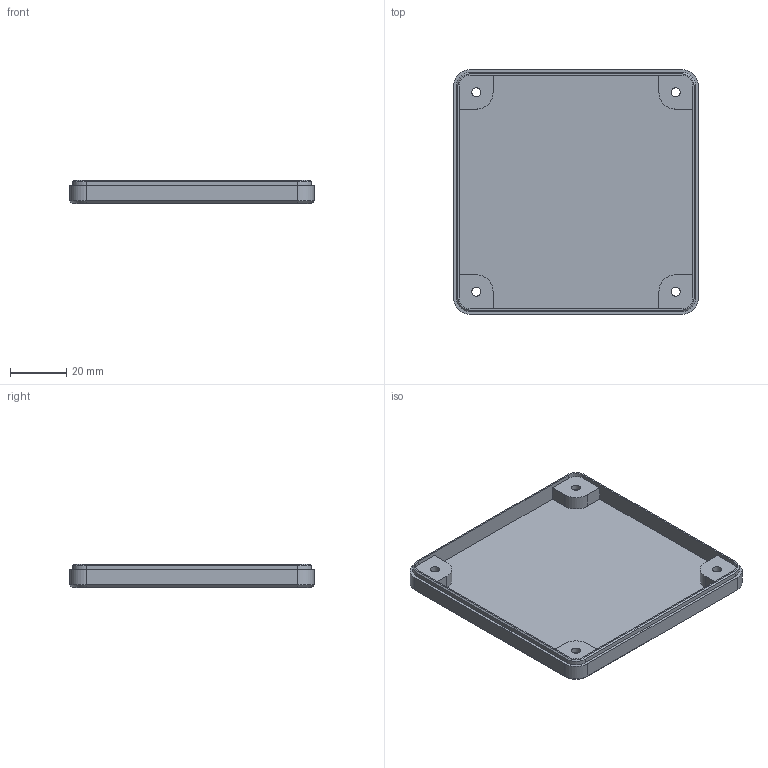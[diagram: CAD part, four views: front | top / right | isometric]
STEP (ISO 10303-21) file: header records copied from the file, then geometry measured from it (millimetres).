
FILE_DESCRIPTION(/* description */ (''),/* implementation_level */ '2;1');
FILE_NAME(/* name */ 'Motherbuzz bottom.step',/* time_stamp */ '2024-10-31T23:47:11Z',/* author */ (''),/* organization */ (''),/* preprocessor_version */ 'ST-DEVELOPER v20',/* originating_system */ 'Autodesk Translation Framework v13.20.0.188',/* authorisation */ '');
FILE_SCHEMA (('AUTOMOTIVE_DESIGN { 1 0 10303 214 3 1 1 }'));
Length unit declared in the file: millimetre
Products named in the file (1): Motherbuzz bottom
Bounding box: 87.28 x 87.28 x 8.4 mm (x, y, z)
Volume: 20530.3 mm3; surface area: 20948.6 mm2
Topology: 1 solids, 1 shells, 1169 faces, 3210 edges, 2132 vertices
Faces by surface type: plane 566, bspline 563, cylinder 28, cone 12
Full cylindrical faces by diameter (mm): 3.2 x4, 4.5 x4, 5.2 x4
Entity records: 42019 total; most frequent: CARTESIAN_POINT 16083, ORIENTED_EDGE 6420, DIRECTION 3366, EDGE_CURVE 3210, VERTEX_POINT 2132, LINE 2016, VECTOR 2016, EDGE_LOOP 1266
